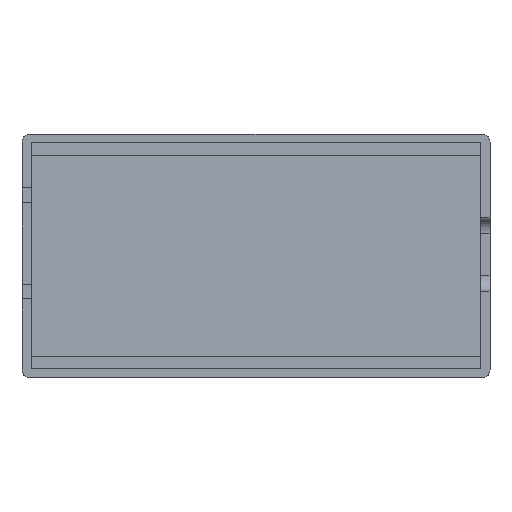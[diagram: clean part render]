
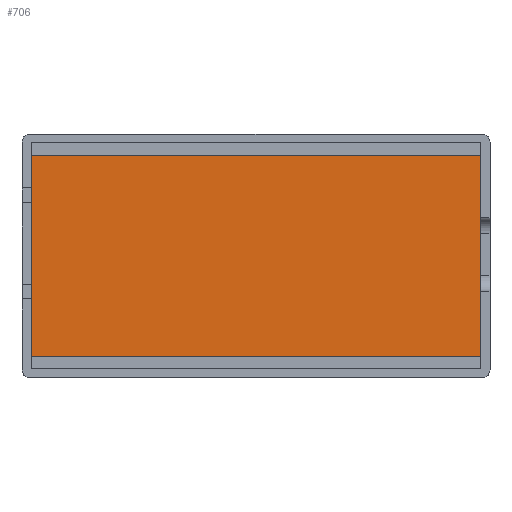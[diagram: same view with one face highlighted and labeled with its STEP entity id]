
A CAD part, top view. The second image highlights one B-rep face of the part: STEP entity #706.
In plain terms, the highlighted planar face has unit normal (0, 0, 1).
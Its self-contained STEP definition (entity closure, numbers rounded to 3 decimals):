
#60=FACE_OUTER_BOUND('',#99,.T.);
#99=EDGE_LOOP('',(#634,#635,#636,#637));
#148=LINE('',#1040,#231);
#182=LINE('',#1121,#265);
#193=LINE('',#1140,#276);
#197=LINE('',#1152,#280);
#231=VECTOR('',#832,10.);
#265=VECTOR('',#908,10.);
#276=VECTOR('',#927,10.);
#280=VECTOR('',#947,10.);
#316=VERTEX_POINT('',#1037);
#317=VERTEX_POINT('',#1039);
#342=VERTEX_POINT('',#1118);
#343=VERTEX_POINT('',#1120);
#386=EDGE_CURVE('',#316,#317,#148,.T.);
#429=EDGE_CURVE('',#342,#343,#182,.T.);
#440=EDGE_CURVE('',#342,#317,#193,.T.);
#444=EDGE_CURVE('',#316,#343,#197,.T.);
#634=ORIENTED_EDGE('',*,*,#444,.T.);
#635=ORIENTED_EDGE('',*,*,#429,.F.);
#636=ORIENTED_EDGE('',*,*,#440,.T.);
#637=ORIENTED_EDGE('',*,*,#386,.F.);
#671=PLANE('',#771);
#706=ADVANCED_FACE('',(#60),#671,.T.);
#771=AXIS2_PLACEMENT_3D('',#1159,#956,#957);
#832=DIRECTION('',(0.,-1.,0.));
#908=DIRECTION('',(0.,1.,0.));
#927=DIRECTION('',(1.,0.,0.));
#947=DIRECTION('',(-1.,0.,0.));
#956=DIRECTION('center_axis',(0.,0.,1.));
#957=DIRECTION('ref_axis',(1.,0.,0.));
#1037=CARTESIAN_POINT('',(57.,-1.5,1.2));
#1039=CARTESIAN_POINT('',(57.,-27.,1.2));
#1040=CARTESIAN_POINT('',(57.,-7.125,1.2));
#1118=CARTESIAN_POINT('',(0.,-27.,1.2));
#1120=CARTESIAN_POINT('',(0.,-1.5,1.2));
#1121=CARTESIAN_POINT('',(0.,-21.375,1.2));
#1140=CARTESIAN_POINT('',(28.5,-27.,1.2));
#1152=CARTESIAN_POINT('',(28.5,-1.5,1.2));
#1159=CARTESIAN_POINT('Origin',(28.5,-14.25,1.2));
